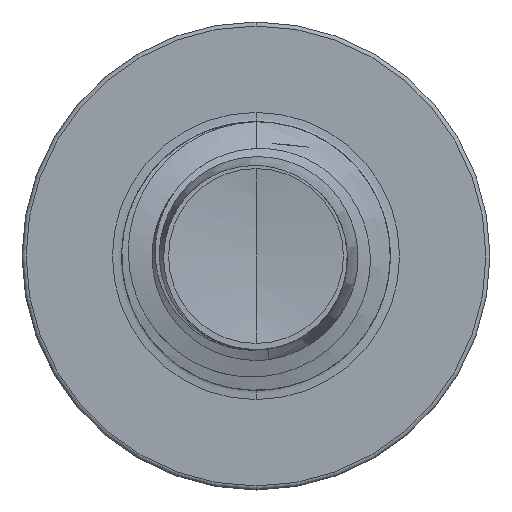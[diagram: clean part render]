
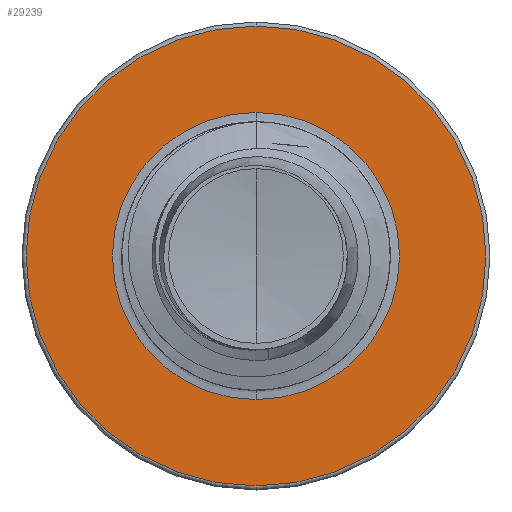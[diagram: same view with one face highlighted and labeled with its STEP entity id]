
A CAD part, front view. The second image highlights one B-rep face of the part: STEP entity #29239.
In plain terms, the highlighted planar face has unit normal (0, -1, 0).
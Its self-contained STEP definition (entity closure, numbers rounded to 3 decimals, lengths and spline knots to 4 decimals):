
#489 = CIRCLE ( 'NONE', #9086, 1.872 ) ;
#699 = EDGE_CURVE ( 'NONE', #6698, #14573, #14403, .T. ) ;
#1802 = PLANE ( 'NONE',  #28914 ) ;
#2226 = ORIENTED_EDGE ( 'NONE', *, *, #18198, .F. ) ;
#2366 = EDGE_LOOP ( 'NONE', ( #17921, #3974 ) ) ;
#2596 = CARTESIAN_POINT ( 'NONE',  ( 0., 16., 2.9975 ) ) ;
#3974 = ORIENTED_EDGE ( 'NONE', *, *, #17123, .T. ) ;
#4048 = EDGE_LOOP ( 'NONE', ( #2226, #9642 ) ) ;
#4610 = CARTESIAN_POINT ( 'NONE',  ( 0., 16., -1.872 ) ) ;
#5256 = CIRCLE ( 'NONE', #36137, 1.872 ) ;
#5649 = FACE_OUTER_BOUND ( 'NONE', #4048, .T. ) ;
#6170 = CARTESIAN_POINT ( 'NONE',  ( 0., 16., -2.9975 ) ) ;
#6698 = VERTEX_POINT ( 'NONE', #6170 ) ;
#7267 = DIRECTION ( 'NONE',  ( 0., 1., 0. ) ) ;
#7638 = VERTEX_POINT ( 'NONE', #29528 ) ;
#7831 = DIRECTION ( 'NONE',  ( 0., 1., 0. ) ) ;
#9086 = AXIS2_PLACEMENT_3D ( 'NONE', #23897, #7267, #26721 ) ;
#9642 = ORIENTED_EDGE ( 'NONE', *, *, #699, .F. ) ;
#10200 = DIRECTION ( 'NONE',  ( 0., 1., 0. ) ) ;
#14403 = CIRCLE ( 'NONE', #22021, 2.9975 ) ;
#14441 = CARTESIAN_POINT ( 'NONE',  ( 0., 16., 0. ) ) ;
#14573 = VERTEX_POINT ( 'NONE', #2596 ) ;
#17123 = EDGE_CURVE ( 'NONE', #23196, #7638, #489, .T. ) ;
#17264 = DIRECTION ( 'NONE',  ( 0., 0., 1. ) ) ;
#17921 = ORIENTED_EDGE ( 'NONE', *, *, #24494, .T. ) ;
#18198 = EDGE_CURVE ( 'NONE', #14573, #6698, #24881, .T. ) ;
#22021 = AXIS2_PLACEMENT_3D ( 'NONE', #29663, #29454, #31917 ) ;
#23196 = VERTEX_POINT ( 'NONE', #24115 ) ;
#23897 = CARTESIAN_POINT ( 'NONE',  ( 0., 16., 0. ) ) ;
#24115 = CARTESIAN_POINT ( 'NONE',  ( 0., 16., -1.872 ) ) ;
#24470 = CARTESIAN_POINT ( 'NONE',  ( 0., 16., 0. ) ) ;
#24494 = EDGE_CURVE ( 'NONE', #7638, #23196, #5256, .T. ) ;
#24881 = CIRCLE ( 'NONE', #26531, 2.9975 ) ;
#26531 = AXIS2_PLACEMENT_3D ( 'NONE', #24470, #7831, #27285 ) ;
#26721 = DIRECTION ( 'NONE',  ( 0., 0., 1. ) ) ;
#27285 = DIRECTION ( 'NONE',  ( 0., 0., 1. ) ) ;
#28914 = AXIS2_PLACEMENT_3D ( 'NONE', #4610, #10200, #29664 ) ;
#29239 = ADVANCED_FACE ( 'NONE', ( #5649, #34430 ), #1802, .F. ) ;
#29454 = DIRECTION ( 'NONE',  ( 0., 1., 0. ) ) ;
#29528 = CARTESIAN_POINT ( 'NONE',  ( 0., 16., 1.872 ) ) ;
#29663 = CARTESIAN_POINT ( 'NONE',  ( 0., 16., 0. ) ) ;
#29664 = DIRECTION ( 'NONE',  ( 0., 0., 1. ) ) ;
#31917 = DIRECTION ( 'NONE',  ( 0., 0., 1. ) ) ;
#33961 = DIRECTION ( 'NONE',  ( 0., 1., 0. ) ) ;
#34430 = FACE_BOUND ( 'NONE', #2366, .T. ) ;
#36137 = AXIS2_PLACEMENT_3D ( 'NONE', #14441, #33961, #17264 ) ;
